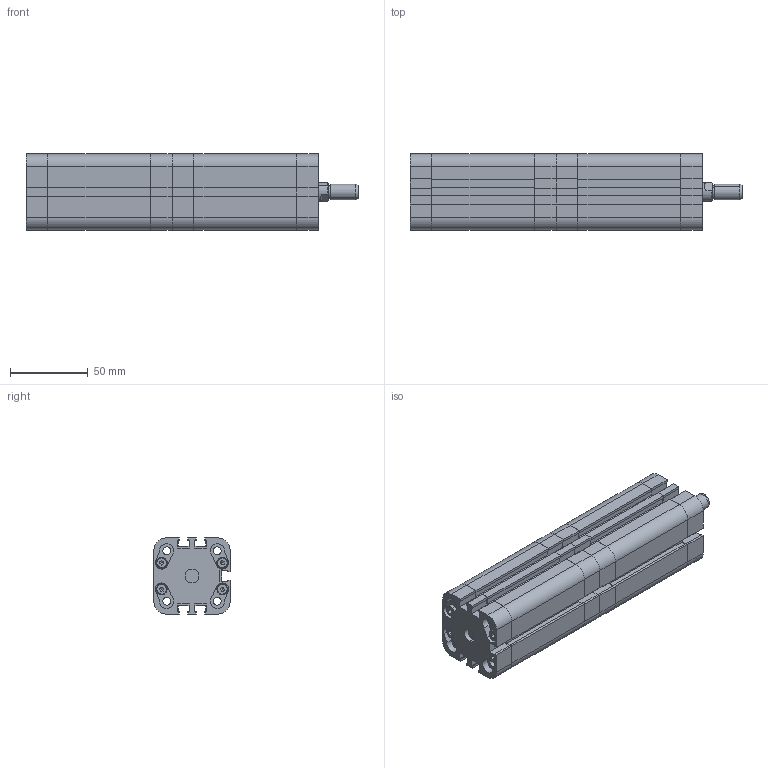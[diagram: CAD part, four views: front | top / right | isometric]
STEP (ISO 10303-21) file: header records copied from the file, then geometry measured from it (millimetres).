
FILE_DESCRIPTION (( 'STEP AP214' ), '1' );
FILE_NAME ('SM_019_032_0050_NP.STEP', '2019-11-21T14:55:29', ( '' ), ( '' ), 'SwSTEP 2.0', 'SolidWorks 2019', '' );
FILE_SCHEMA (( 'AUTOMOTIVE_DESIGN' ));
Length unit declared in the file: millimetre
Products named in the file (25): T³oczysko^TANDEM - 2_Tˆoczysko - D032; Kopia Magnes^T³ok kpl_TANDEM_Magnes D032; Kopia SMART - U. t硂ka lu焠a^T硂k kpl_TANDEM_U. t坥ka lu玭a - D032; Kopia Tuleja prowadz¹ca^Pokrywa przód kpl_TANDEM_Tuleja prowadz¥ca - D032; Pokrywa ty³ kpl^TANDEM 2_Pok tyˆ - D032; SM_019_032_0050_NP; Pokrywa przód kpl^TANDEM_Pokrywa prz¢d kpl - D032; Kopia SMART - U. t³oka S^T³ok kpl_TANDEM_U. tˆoka S - D032; Kopia Pokrywa ty³^Pokrywa ty³ kpl_TANDEM 2_Smart - Pok tyˆ - D032; Kopia SMART - U. t³oczyska^Pokrywa przód kpl_TANDEM_U. tˆoczyska - D032; T硂k kpl^TANDEM_T坥k kpl - D032; socket head thin cap screw_din_DIN 7984 - M4 x 18 --- 15.9N; T³oczysko^TANDEM_Tˆoczysko - D032; Tuleja^TANDEM_Tuleja - D032; Kopia SMART - U. t³oka wklejana^T³ok kpl_TANDEM_U. tˆoka wklejana - D032; socket set screw flat point_iso_ISO 4026 - M6 x 30-N; Kopia SMART - U. typ Oring - pokrywa^Pokrywa przód kpl_TANDEM_U. typ Oring - D032; Kopia Pokrywa przód_Smart - Pok prz¢d - D032; Kopia SMART - U. typ Oring - pokrywa^Pokrywa ty³ kpl_TANDEM 2_U. typ Oring - D032; Kopia T硂k^T硂k kpl_TANDEM_T坥k - D032; Kopia Pierœcieñ prowadz¹cy^T³ok kpl_TANDEM_Pier˜cieä prowadz¥cy D032; socket head thin cap screw_din_DIN 7984 - M6 x 20 --- 17N
Assembly tree (54 placements, depth 3):
  SM_019_032_0050_NP
    Pokrywa przód kpl^TANDEM_Pokrywa prz¢d kpl - D032
      Kopia Pokrywa przód_Smart - Pok prz¢d - D032
      Kopia SMART - U. typ Oring - pokrywa^Pokrywa przód kpl_TANDEM_U. typ Oring - D032
      Kopia Tuleja prowadz¹ca^Pokrywa przód kpl_TANDEM_Tuleja prowadz¥ca - D032
      Kopia SMART - U. t³oczyska^Pokrywa przód kpl_TANDEM_U. tˆoczyska - D032
    Tuleja^TANDEM_Tuleja - D032  x2
    T硂k kpl^TANDEM_T坥k kpl - D032
      Kopia T硂k^T硂k kpl_TANDEM_T坥k - D032
      Kopia Magnes^T³ok kpl_TANDEM_Magnes D032
      Kopia Pierœcieñ prowadz¹cy^T³ok kpl_TANDEM_Pier˜cieä prowadz¥cy D032
      Kopia SMART - U. t硂ka lu焠a^T硂k kpl_TANDEM_U. t坥ka lu玭a - D032
      Kopia SMART - U. t³oka wklejana^T³ok kpl_TANDEM_U. tˆoka wklejana - D032
      Kopia SMART - U. t³oka S^T³ok kpl_TANDEM_U. tˆoka S - D032
    T³oczysko^TANDEM_Tˆoczysko - D032
    socket head thin cap screw_din_DIN 7984 - M6 x 20 --- 17N
    socket head thin cap screw_din_DIN 7984 - M4 x 18 --- 15.9N  x16
    Pokrywa przód kpl^TANDEM_Pokrywa prz¢d kpl - D032
      Kopia Pokrywa przód_Smart - Pok prz¢d - D032
      Kopia SMART - U. typ Oring - pokrywa^Pokrywa przód kpl_TANDEM_U. typ Oring - D032
      Kopia Tuleja prowadz¹ca^Pokrywa przód kpl_TANDEM_Tuleja prowadz¥ca - D032
      Kopia SMART - U. t³oczyska^Pokrywa przód kpl_TANDEM_U. tˆoczyska - D032
    Pokrywa przód kpl^TANDEM_Pokrywa prz¢d kpl - D032
      Kopia Pokrywa przód_Smart - Pok prz¢d - D032
      Kopia SMART - U. typ Oring - pokrywa^Pokrywa przód kpl_TANDEM_U. typ Oring - D032
      Kopia Tuleja prowadz¹ca^Pokrywa przód kpl_TANDEM_Tuleja prowadz¥ca - D032
      Kopia SMART - U. t³oczyska^Pokrywa przód kpl_TANDEM_U. tˆoczyska - D032
    T硂k kpl^TANDEM_T坥k kpl - D032
      Kopia T硂k^T硂k kpl_TANDEM_T坥k - D032
      Kopia Magnes^T³ok kpl_TANDEM_Magnes D032
      Kopia Pierœcieñ prowadz¹cy^T³ok kpl_TANDEM_Pier˜cieä prowadz¥cy D032
      Kopia SMART - U. t硂ka lu焠a^T硂k kpl_TANDEM_U. t坥ka lu玭a - D032
      Kopia SMART - U. t³oka wklejana^T³ok kpl_TANDEM_U. tˆoka wklejana - D032
      Kopia SMART - U. t³oka S^T³ok kpl_TANDEM_U. tˆoka S - D032
    socket set screw flat point_iso_ISO 4026 - M6 x 30-N
    Pokrywa ty³ kpl^TANDEM 2_Pok tyˆ - D032
      Kopia Pokrywa ty³^Pokrywa ty³ kpl_TANDEM 2_Smart - Pok tyˆ - D032
      Kopia SMART - U. typ Oring - pokrywa^Pokrywa ty³ kpl_TANDEM 2_U. typ Oring - D032
    T³oczysko^TANDEM - 2_Tˆoczysko - D032
Bounding box: 213.5 x 49 x 49 mm (x, y, z)
Volume: 238910.5 mm3; surface area: 169893.6 mm2
Topology: 50 solids, 50 shells, 2040 faces, 5062 edges, 3245 vertices
Faces by surface type: plane 1019, cylinder 568, bspline 220, cone 165, torus 68
Entity records: 32751 total; most frequent: CARTESIAN_POINT 10689, ORIENTED_EDGE 4346, DIRECTION 4180, EDGE_CURVE 2173, AXIS2_PLACEMENT_3D 1435, VERTEX_POINT 1424, VECTOR 1310, LINE 1310
